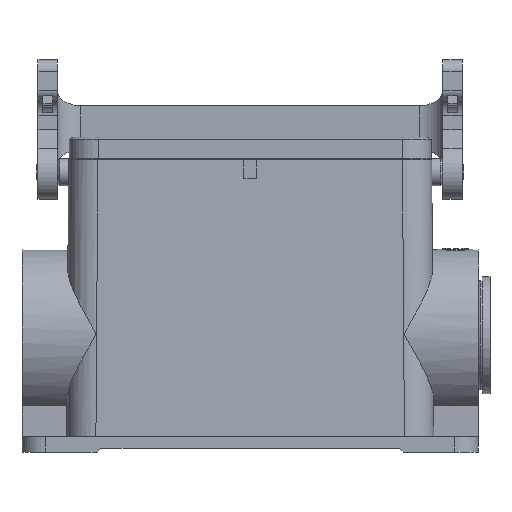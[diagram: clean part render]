
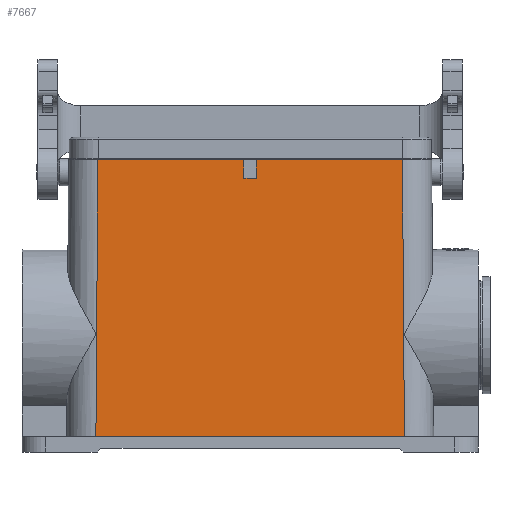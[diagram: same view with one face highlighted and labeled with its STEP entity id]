
A CAD part, front view. The second image highlights one B-rep face of the part: STEP entity #7667.
In plain terms, the highlighted planar face has unit normal (0, -1, 0.011).
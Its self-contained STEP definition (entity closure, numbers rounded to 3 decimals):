
#304=CARTESIAN_POINT('',(-39.05,-21.5,5.7));
#305=VERTEX_POINT('',#304);
#313=CARTESIAN_POINT('',(-1.6,-21.5,5.7));
#314=VERTEX_POINT('',#313);
#315=CARTESIAN_POINT('',(-1.6,-21.5,5.7));
#316=DIRECTION('',(-1.0,0.0,0.0));
#317=VECTOR('',#316,37.45);
#318=LINE('',#315,#317);
#319=EDGE_CURVE('',#314,#305,#318,.T.);
#337=CARTESIAN_POINT('',(1.6,-21.5,5.7));
#338=VERTEX_POINT('',#337);
#345=CARTESIAN_POINT('',(39.05,-21.5,5.7));
#346=VERTEX_POINT('',#345);
#347=CARTESIAN_POINT('',(39.05,-21.5,5.7));
#348=DIRECTION('',(-1.0,0.0,0.0));
#349=VECTOR('',#348,37.45);
#350=LINE('',#347,#349);
#351=EDGE_CURVE('',#346,#338,#350,.T.);
#7421=CARTESIAN_POINT('',(39.55,-22.3,-65.25));
#7422=VERTEX_POINT('',#7421);
#7430=CARTESIAN_POINT('',(-39.55,-22.3,-65.25));
#7431=VERTEX_POINT('',#7430);
#7432=CARTESIAN_POINT('',(39.55,-22.3,-65.25));
#7433=DIRECTION('',(-1.0,0.0,0.0));
#7434=VECTOR('',#7433,79.101);
#7435=LINE('',#7432,#7434);
#7436=EDGE_CURVE('',#7422,#7431,#7435,.T.);
#7461=CARTESIAN_POINT('',(1.6,-21.553,1.));
#7462=VERTEX_POINT('',#7461);
#7477=CARTESIAN_POINT('',(-1.6,-21.553,1.0));
#7478=VERTEX_POINT('',#7477);
#7485=CARTESIAN_POINT('',(1.6,-21.553,1.0));
#7486=DIRECTION('',(-1.0,0.0,0.0));
#7487=VECTOR('',#7486,3.2);
#7488=LINE('',#7485,#7487);
#7489=EDGE_CURVE('',#7462,#7478,#7488,.T.);
#7501=CARTESIAN_POINT('',(-39.05,-21.5,5.7));
#7502=DIRECTION('',(-0.007,-0.011,-1.));
#7503=VECTOR('',#7502,70.956);
#7504=LINE('',#7501,#7503);
#7505=EDGE_CURVE('',#305,#7431,#7504,.T.);
#7628=CARTESIAN_POINT('',(39.55,-22.3,-65.25));
#7629=DIRECTION('',(-0.007,0.011,1.));
#7630=VECTOR('',#7629,70.956);
#7631=LINE('',#7628,#7630);
#7632=EDGE_CURVE('',#7422,#346,#7631,.T.);
#7642=CARTESIAN_POINT('',(57.0,-22.3,-65.25));
#7643=DIRECTION('',(0.0,-1.,0.011));
#7644=DIRECTION('',(0.0,-0.011,-1.));
#7645=AXIS2_PLACEMENT_3D('',#7642,#7643,#7644);
#7646=PLANE('',#7645);
#7647=ORIENTED_EDGE('',*,*,#7505,.T.);
#7648=ORIENTED_EDGE('',*,*,#7436,.F.);
#7649=ORIENTED_EDGE('',*,*,#7632,.T.);
#7650=ORIENTED_EDGE('',*,*,#351,.T.);
#7651=CARTESIAN_POINT('',(1.6,-21.553,1.));
#7652=DIRECTION('',(0.0,0.011,1.));
#7653=VECTOR('',#7652,4.7);
#7654=LINE('',#7651,#7653);
#7655=EDGE_CURVE('',#7462,#338,#7654,.T.);
#7656=ORIENTED_EDGE('',*,*,#7655,.F.);
#7657=ORIENTED_EDGE('',*,*,#7489,.T.);
#7658=CARTESIAN_POINT('',(-1.6,-21.5,5.7));
#7659=DIRECTION('',(0.0,-0.011,-1.));
#7660=VECTOR('',#7659,4.7);
#7661=LINE('',#7658,#7660);
#7662=EDGE_CURVE('',#314,#7478,#7661,.T.);
#7663=ORIENTED_EDGE('',*,*,#7662,.F.);
#7664=ORIENTED_EDGE('',*,*,#319,.T.);
#7665=EDGE_LOOP('',(#7647,#7648,#7649,#7650,#7656,#7657,#7663,#7664));
#7666=FACE_OUTER_BOUND('',#7665,.T.);
#7667=ADVANCED_FACE('',(#7666),#7646,.T.);
